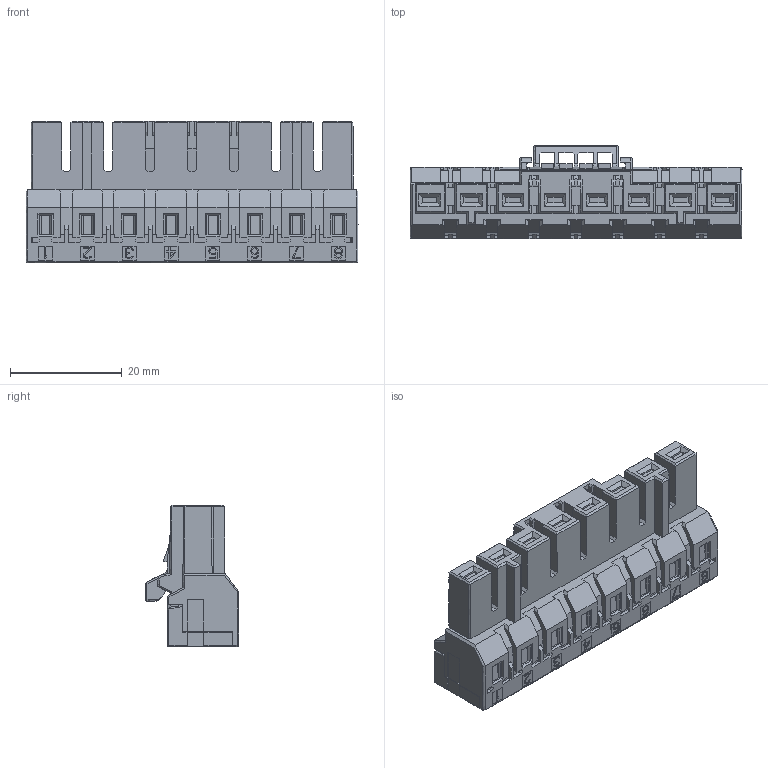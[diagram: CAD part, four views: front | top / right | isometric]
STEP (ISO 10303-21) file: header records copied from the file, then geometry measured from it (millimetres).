
FILE_DESCRIPTION( ('This file contains a STEP AP42 implementation' ,'as created by ZW3D STEP Interface translator.') ,'2;1' );
FILE_NAME( 'WJ9KS-7.5-08P-00A.stp' ,'24 829. 95632', (''), ('ZWCAD Software Co.'), 'Version 1.0', 'ZW3D to STEP translator', '' );
FILE_SCHEMA(('AUTOMOTIVE_DESIGN'));
Length unit declared in the file: millimetre
Products named in the file (1): 0
Bounding box: 59.5 x 16.73 x 25.4 mm (x, y, z)
Volume: 12034.8 mm3; surface area: 8236.6 mm2
Topology: 1 solids, 1 shells, 1638 faces, 4565 edges, 2957 vertices
Faces by surface type: bspline 1638
Entity records: 50420 total; most frequent: CARTESIAN_POINT 21170, ORIENTED_EDGE 9126, EDGE_CURVE 4563, B_SPLINE_CURVE_WITH_KNOTS 4400, VERTEX_POINT 2957, EDGE_LOOP 1700, FACE_OUTER_BOUND 1638, ADVANCED_FACE 1638
